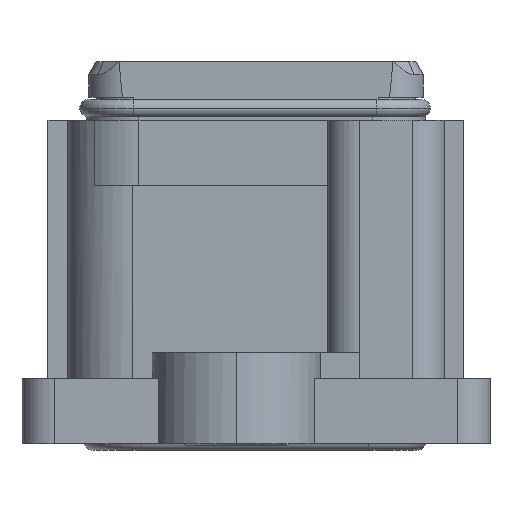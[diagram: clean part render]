
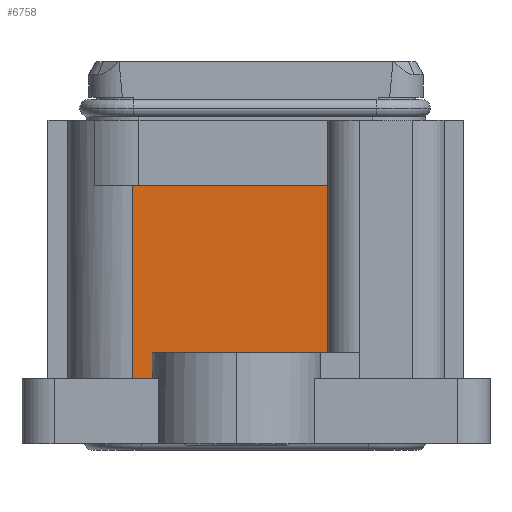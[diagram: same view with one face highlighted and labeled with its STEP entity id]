
A CAD part, front view. The second image highlights one B-rep face of the part: STEP entity #6758.
In plain terms, the highlighted planar face has unit normal (0, -1, 0).
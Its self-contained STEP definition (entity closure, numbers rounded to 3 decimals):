
#6736=AXIS2_PLACEMENT_3D('Plane Axis2P3D',#6733,#6734,#6735) ;
#1604=CARTESIAN_POINT('Vertex',(25.,30.,11.05)) ;
#1607=CARTESIAN_POINT('Line Origine',(21.,30.,11.05)) ;
#1611=CARTESIAN_POINT('Vertex',(17.,30.,11.05)) ;
#1966=CARTESIAN_POINT('Vertex',(39.756,30.,15.05)) ;
#1980=CARTESIAN_POINT('Vertex',(39.756,30.,11.05)) ;
#1983=CARTESIAN_POINT('Line Origine',(39.756,30.,13.05)) ;
#2027=CARTESIAN_POINT('Vertex',(47.,30.,11.05)) ;
#2030=CARTESIAN_POINT('Line Origine',(43.378,30.,11.05)) ;
#2520=CARTESIAN_POINT('Line Origine',(32.,30.,40.8)) ;
#2524=CARTESIAN_POINT('Vertex',(17.,30.,40.8)) ;
#2526=CARTESIAN_POINT('Vertex',(47.,30.,40.8)) ;
#6645=CARTESIAN_POINT('Line Origine',(47.,30.,25.925)) ;
#6711=CARTESIAN_POINT('Vertex',(25.,30.,15.05)) ;
#6716=CARTESIAN_POINT('Line Origine',(25.,30.,13.05)) ;
#6733=CARTESIAN_POINT('Axis2P3D Location',(7.,30.,0.8)) ;
#6738=CARTESIAN_POINT('Line Origine',(32.378,30.,15.05)) ;
#6743=CARTESIAN_POINT('Line Origine',(17.,30.,25.925)) ;
#1608=DIRECTION('Vector Direction',(1.,0.,0.)) ;
#1984=DIRECTION('Vector Direction',(0.,0.,1.)) ;
#2031=DIRECTION('Vector Direction',(1.,0.,0.)) ;
#2521=DIRECTION('Vector Direction',(1.,0.,0.)) ;
#6646=DIRECTION('Vector Direction',(0.,0.,1.)) ;
#6717=DIRECTION('Vector Direction',(0.,0.,1.)) ;
#6734=DIRECTION('Axis2P3D Direction',(0.,-1.,0.)) ;
#6735=DIRECTION('Axis2P3D XDirection',(1.,0.,0.)) ;
#6739=DIRECTION('Vector Direction',(-1.,0.,0.)) ;
#6744=DIRECTION('Vector Direction',(0.,0.,1.)) ;
#1609=VECTOR('Line Direction',#1608,1.) ;
#1985=VECTOR('Line Direction',#1984,1.) ;
#2032=VECTOR('Line Direction',#2031,1.) ;
#2522=VECTOR('Line Direction',#2521,1.) ;
#6647=VECTOR('Line Direction',#6646,1.) ;
#6718=VECTOR('Line Direction',#6717,1.) ;
#6740=VECTOR('Line Direction',#6739,1.) ;
#6745=VECTOR('Line Direction',#6744,1.) ;
#6749=ORIENTED_EDGE('',*,*,#1613,.T.) ;
#6750=ORIENTED_EDGE('',*,*,#6720,.T.) ;
#6751=ORIENTED_EDGE('',*,*,#6742,.F.) ;
#6752=ORIENTED_EDGE('',*,*,#1987,.F.) ;
#6753=ORIENTED_EDGE('',*,*,#2034,.T.) ;
#6754=ORIENTED_EDGE('',*,*,#6649,.T.) ;
#6755=ORIENTED_EDGE('',*,*,#2528,.F.) ;
#6756=ORIENTED_EDGE('',*,*,#6747,.F.) ;
#6758=ADVANCED_FACE('Hauptk\X2\00F6\X0\rper',(#6757),#6737,.T.) ;
#1613=EDGE_CURVE('',#1612,#1605,#1610,.T.) ;
#1987=EDGE_CURVE('',#1981,#1967,#1986,.T.) ;
#2034=EDGE_CURVE('',#1981,#2028,#2033,.T.) ;
#2528=EDGE_CURVE('',#2525,#2527,#2523,.T.) ;
#6649=EDGE_CURVE('',#2028,#2527,#6648,.T.) ;
#6720=EDGE_CURVE('',#1605,#6712,#6719,.T.) ;
#6742=EDGE_CURVE('',#1967,#6712,#6741,.T.) ;
#6747=EDGE_CURVE('',#1612,#2525,#6746,.T.) ;
#6748=EDGE_LOOP('',(#6749,#6750,#6751,#6752,#6753,#6754,#6755,#6756)) ;
#6757=FACE_OUTER_BOUND('',#6748,.T.) ;
#1610=LINE('Line',#1607,#1609) ;
#1986=LINE('Line',#1983,#1985) ;
#2033=LINE('Line',#2030,#2032) ;
#2523=LINE('Line',#2520,#2522) ;
#6648=LINE('Line',#6645,#6647) ;
#6719=LINE('Line',#6716,#6718) ;
#6741=LINE('Line',#6738,#6740) ;
#6746=LINE('Line',#6743,#6745) ;
#6737=PLANE('',#6736) ;
#1605=VERTEX_POINT('',#1604) ;
#1612=VERTEX_POINT('',#1611) ;
#1967=VERTEX_POINT('',#1966) ;
#1981=VERTEX_POINT('',#1980) ;
#2028=VERTEX_POINT('',#2027) ;
#2525=VERTEX_POINT('',#2524) ;
#2527=VERTEX_POINT('',#2526) ;
#6712=VERTEX_POINT('',#6711) ;
